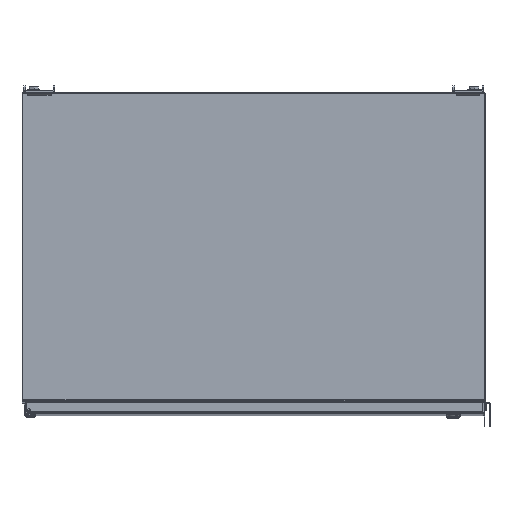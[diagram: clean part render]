
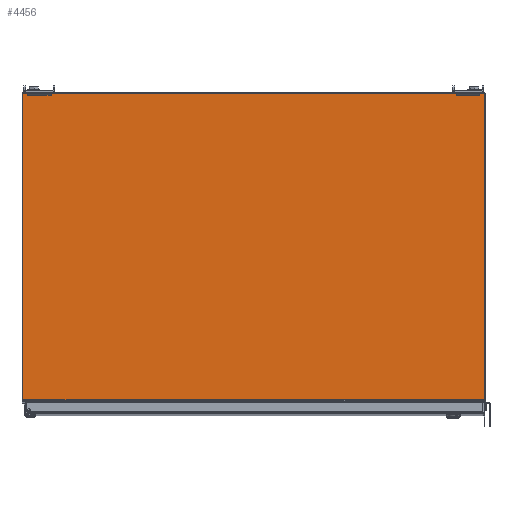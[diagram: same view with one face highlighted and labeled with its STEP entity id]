
A CAD part, top view. The second image highlights one B-rep face of the part: STEP entity #4456.
In plain terms, the highlighted planar face has unit normal (0, 0, 1).
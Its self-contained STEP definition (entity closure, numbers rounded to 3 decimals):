
#4456 = ADVANCED_FACE( '', ( #10774 ), #10775, .T. );
#10774 = FACE_OUTER_BOUND( '', #21516, .T. );
#10775 = PLANE( '', #21517 );
#21516 = EDGE_LOOP( '', ( #62210, #62211, #62212, #62213 ) );
#21517 = AXIS2_PLACEMENT_3D( '', #62214, #62215, #62216 );
#62210 = ORIENTED_EDGE( '', *, *, #91043, .T. );
#62211 = ORIENTED_EDGE( '', *, *, #91044, .T. );
#62212 = ORIENTED_EDGE( '', *, *, #91045, .T. );
#62213 = ORIENTED_EDGE( '', *, *, #91046, .T. );
#62214 = CARTESIAN_POINT( '', ( 0., 0., 0. ) );
#62215 = DIRECTION( '', ( 0., 0., 1. ) );
#62216 = DIRECTION( '', ( 1., 0., 0. ) );
#91043 = EDGE_CURVE( '', #100884, #100885, #100886, .T. );
#91044 = EDGE_CURVE( '', #100885, #100887, #100888, .T. );
#91045 = EDGE_CURVE( '', #100887, #100889, #100890, .T. );
#91046 = EDGE_CURVE( '', #100889, #100884, #100891, .T. );
#100884 = VERTEX_POINT( '', #116082 );
#100885 = VERTEX_POINT( '', #116083 );
#100886 = LINE( '', #116084, #116085 );
#100887 = VERTEX_POINT( '', #116086 );
#100888 = LINE( '', #116087, #116088 );
#100889 = VERTEX_POINT( '', #116089 );
#100890 = LINE( '', #116090, #116091 );
#100891 = LINE( '', #116092, #116093 );
#116082 = CARTESIAN_POINT( '', ( -379.476, 253.238, 0. ) );
#116083 = CARTESIAN_POINT( '', ( -379.476, -250.901, 0. ) );
#116084 = CARTESIAN_POINT( '', ( -379.476, 253.238, 0. ) );
#116085 = VECTOR( '', #149673, 1000. );
#116086 = CARTESIAN_POINT( '', ( 379.476, -250.901, 0. ) );
#116087 = CARTESIAN_POINT( '', ( -379.476, -250.901, 0. ) );
#116088 = VECTOR( '', #149674, 1000. );
#116089 = CARTESIAN_POINT( '', ( 379.476, 253.238, 0. ) );
#116090 = CARTESIAN_POINT( '', ( 379.476, -253.238, 0. ) );
#116091 = VECTOR( '', #149675, 1000. );
#116092 = CARTESIAN_POINT( '', ( 379.476, 253.238, 0. ) );
#116093 = VECTOR( '', #149676, 1000. );
#149673 = DIRECTION( '', ( 0., -1., 0. ) );
#149674 = DIRECTION( '', ( 1., 0., 0. ) );
#149675 = DIRECTION( '', ( 0., 1., 0. ) );
#149676 = DIRECTION( '', ( -1., 0., 0. ) );
